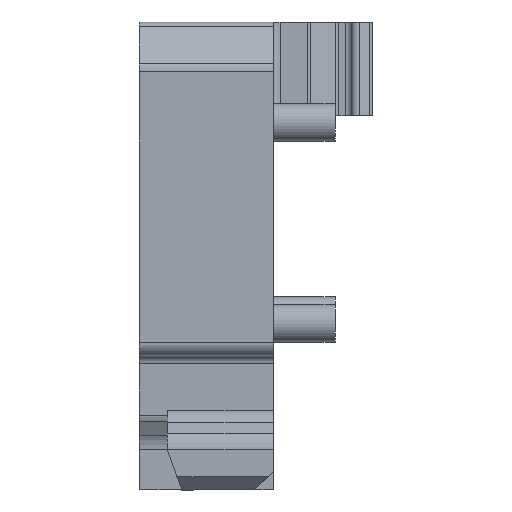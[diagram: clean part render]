
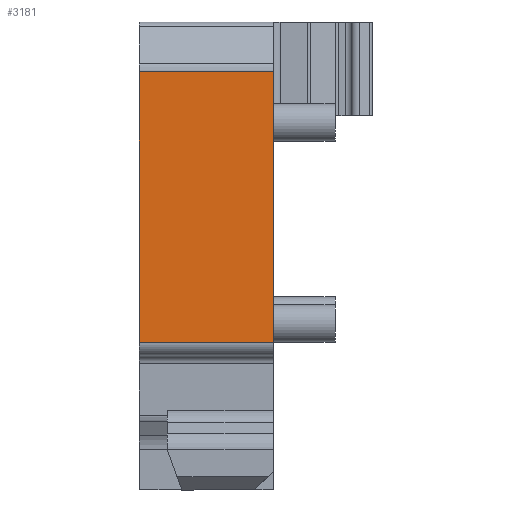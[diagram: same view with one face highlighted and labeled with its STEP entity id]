
A CAD part, front view. The second image highlights one B-rep face of the part: STEP entity #3181.
In plain terms, the highlighted planar face has unit normal (0, -1, 0).
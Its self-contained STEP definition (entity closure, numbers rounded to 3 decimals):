
#3161=AXIS2_PLACEMENT_3D('Plane Axis2P3D',#3158,#3159,#3160) ;
#684=CARTESIAN_POINT('Vertex',(5.,0.,15.592)) ;
#687=CARTESIAN_POINT('Line Origine',(5.,0.,10.546)) ;
#691=CARTESIAN_POINT('Vertex',(5.,0.,5.5)) ;
#3139=CARTESIAN_POINT('Line Origine',(2.275,0.,5.5)) ;
#3143=CARTESIAN_POINT('Vertex',(0.,0.,5.5)) ;
#3158=CARTESIAN_POINT('Axis2P3D Location',(-1.,0.,0.)) ;
#3163=CARTESIAN_POINT('Line Origine',(2.5,0.,15.592)) ;
#3167=CARTESIAN_POINT('Vertex',(0.,0.,15.592)) ;
#3170=CARTESIAN_POINT('Line Origine',(0.,0.,10.546)) ;
#688=DIRECTION('Vector Direction',(0.,0.,1.)) ;
#3140=DIRECTION('Vector Direction',(-1.,0.,0.)) ;
#3159=DIRECTION('Axis2P3D Direction',(0.,-1.,0.)) ;
#3160=DIRECTION('Axis2P3D XDirection',(0.,0.,1.)) ;
#3164=DIRECTION('Vector Direction',(-1.,0.,0.)) ;
#3171=DIRECTION('Vector Direction',(0.,0.,1.)) ;
#689=VECTOR('Line Direction',#688,1.) ;
#3141=VECTOR('Line Direction',#3140,1.) ;
#3165=VECTOR('Line Direction',#3164,1.) ;
#3172=VECTOR('Line Direction',#3171,1.) ;
#3176=ORIENTED_EDGE('',*,*,#693,.T.) ;
#3177=ORIENTED_EDGE('',*,*,#3169,.T.) ;
#3178=ORIENTED_EDGE('',*,*,#3174,.F.) ;
#3179=ORIENTED_EDGE('',*,*,#3145,.F.) ;
#3181=ADVANCED_FACE('21987_KLTR_ZVL1.5.1\\K\X2\00F6\X0\rper.2 ( *SOL1 - wsp *MASTER -  )',(#3180),#3162,.T.) ;
#693=EDGE_CURVE('',#692,#685,#690,.T.) ;
#3145=EDGE_CURVE('',#692,#3144,#3142,.T.) ;
#3169=EDGE_CURVE('',#685,#3168,#3166,.T.) ;
#3174=EDGE_CURVE('',#3144,#3168,#3173,.T.) ;
#3175=EDGE_LOOP('',(#3176,#3177,#3178,#3179)) ;
#3180=FACE_OUTER_BOUND('',#3175,.T.) ;
#690=LINE('Line',#687,#689) ;
#3142=LINE('Line',#3139,#3141) ;
#3166=LINE('Line',#3163,#3165) ;
#3173=LINE('Line',#3170,#3172) ;
#3162=PLANE('',#3161) ;
#685=VERTEX_POINT('',#684) ;
#692=VERTEX_POINT('',#691) ;
#3144=VERTEX_POINT('',#3143) ;
#3168=VERTEX_POINT('',#3167) ;
